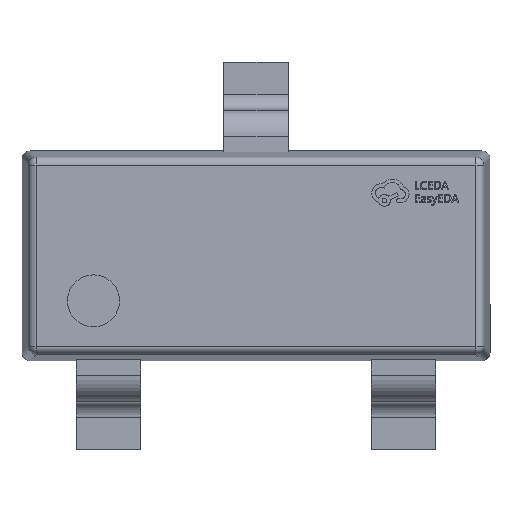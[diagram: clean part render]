
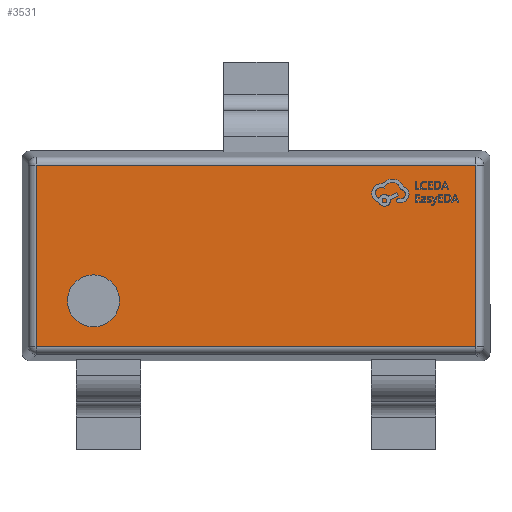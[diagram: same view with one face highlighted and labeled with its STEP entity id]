
A CAD part, top view. The second image highlights one B-rep face of the part: STEP entity #3531.
In plain terms, the highlighted planar face has unit normal (0, 0, 1).
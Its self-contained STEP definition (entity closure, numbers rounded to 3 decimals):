
#302 = EDGE_LOOP ( 'NONE', ( #17050, #14991 ) ) ;
#366 = AXIS2_PLACEMENT_3D ( 'NONE', #12303, #4310, #1345 ) ;
#494 = LINE ( 'NONE', #7537, #16267 ) ;
#1069 = CIRCLE ( 'NONE', #3369, 0.161 ) ;
#1345 = DIRECTION ( 'NONE',  ( 1., 0., 0. ) ) ;
#1598 = CARTESIAN_POINT ( 'NONE',  ( -1.361, 0.561, 0.6 ) ) ;
#1797 = CARTESIAN_POINT ( 'NONE',  ( -0.846, -0.28, 0.6 ) ) ;
#2164 = ORIENTED_EDGE ( 'NONE', *, *, #12090, .T. ) ;
#2200 = AXIS2_PLACEMENT_3D ( 'NONE', #16831, #8876, #15838 ) ;
#2507 = VECTOR ( 'NONE', #8882, 1000. ) ;
#2599 = CARTESIAN_POINT ( 'NONE',  ( 1.361, -0.561, 0.6 ) ) ;
#3096 = LINE ( 'NONE', #7418, #2507 ) ;
#3369 = AXIS2_PLACEMENT_3D ( 'NONE', #7351, #12880, #11521 ) ;
#3419 = VERTEX_POINT ( 'NONE', #1797 ) ;
#3531 = ADVANCED_FACE ( 'NONE', ( #12206, #13554 ), #6468, .T. ) ;
#3639 = VERTEX_POINT ( 'NONE', #1598 ) ;
#3768 = DIRECTION ( 'NONE',  ( -1., 0., 0. ) ) ;
#3795 = EDGE_CURVE ( 'NONE', #8530, #3639, #11997, .T. ) ;
#4199 = CARTESIAN_POINT ( 'NONE',  ( 1.361, 0.608, 0.6 ) ) ;
#4310 = DIRECTION ( 'NONE',  ( 0., 0., 1. ) ) ;
#4385 = VERTEX_POINT ( 'NONE', #6031 ) ;
#4669 = DIRECTION ( 'NONE',  ( 0., -1., 0. ) ) ;
#6031 = CARTESIAN_POINT ( 'NONE',  ( -1.168, -0.28, 0.6 ) ) ;
#6468 = PLANE ( 'NONE',  #366 ) ;
#6579 = ORIENTED_EDGE ( 'NONE', *, *, #11885, .T. ) ;
#6652 = CARTESIAN_POINT ( 'NONE',  ( 1.361, 0.561, 0.6 ) ) ;
#6784 = EDGE_CURVE ( 'NONE', #3419, #4385, #1069, .T. ) ;
#7351 = CARTESIAN_POINT ( 'NONE',  ( -1.007, -0.28, 0.6 ) ) ;
#7418 = CARTESIAN_POINT ( 'NONE',  ( 1.408, -0.561, 0.6 ) ) ;
#7537 = CARTESIAN_POINT ( 'NONE',  ( -1.361, -0.608, 0.6 ) ) ;
#7752 = EDGE_CURVE ( 'NONE', #4385, #3419, #10100, .T. ) ;
#8512 = CARTESIAN_POINT ( 'NONE',  ( -1.361, -0.561, 0.6 ) ) ;
#8530 = VERTEX_POINT ( 'NONE', #6652 ) ;
#8876 = DIRECTION ( 'NONE',  ( 0., 0., 1. ) ) ;
#8882 = DIRECTION ( 'NONE',  ( 1., 0., 0. ) ) ;
#9600 = VECTOR ( 'NONE', #16342, 1000. ) ;
#10100 = CIRCLE ( 'NONE', #2200, 0.161 ) ;
#11521 = DIRECTION ( 'NONE',  ( 1., 0., 0. ) ) ;
#11885 = EDGE_CURVE ( 'NONE', #3639, #13507, #494, .T. ) ;
#11997 = LINE ( 'NONE', #17512, #14040 ) ;
#12090 = EDGE_CURVE ( 'NONE', #13507, #14743, #3096, .T. ) ;
#12206 = FACE_OUTER_BOUND ( 'NONE', #13545, .T. ) ;
#12279 = LINE ( 'NONE', #4199, #9600 ) ;
#12303 = CARTESIAN_POINT ( 'NONE',  ( 0., 0., 0.6 ) ) ;
#12880 = DIRECTION ( 'NONE',  ( 0., 0., 1. ) ) ;
#13507 = VERTEX_POINT ( 'NONE', #8512 ) ;
#13545 = EDGE_LOOP ( 'NONE', ( #2164, #17141, #15432, #6579 ) ) ;
#13554 = FACE_BOUND ( 'NONE', #302, .T. ) ;
#14040 = VECTOR ( 'NONE', #3768, 1000. ) ;
#14743 = VERTEX_POINT ( 'NONE', #2599 ) ;
#14991 = ORIENTED_EDGE ( 'NONE', *, *, #7752, .F. ) ;
#15432 = ORIENTED_EDGE ( 'NONE', *, *, #3795, .T. ) ;
#15838 = DIRECTION ( 'NONE',  ( 1., 0., 0. ) ) ;
#15905 = EDGE_CURVE ( 'NONE', #14743, #8530, #12279, .T. ) ;
#16267 = VECTOR ( 'NONE', #4669, 1000. ) ;
#16342 = DIRECTION ( 'NONE',  ( 0., 1., 0. ) ) ;
#16831 = CARTESIAN_POINT ( 'NONE',  ( -1.007, -0.28, 0.6 ) ) ;
#17050 = ORIENTED_EDGE ( 'NONE', *, *, #6784, .F. ) ;
#17141 = ORIENTED_EDGE ( 'NONE', *, *, #15905, .T. ) ;
#17512 = CARTESIAN_POINT ( 'NONE',  ( -1.408, 0.561, 0.6 ) ) ;
